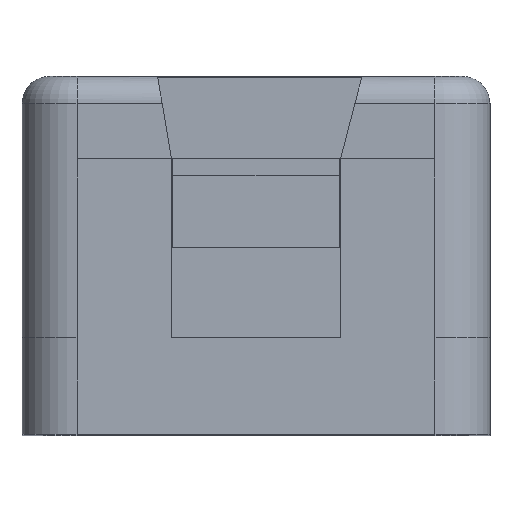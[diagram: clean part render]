
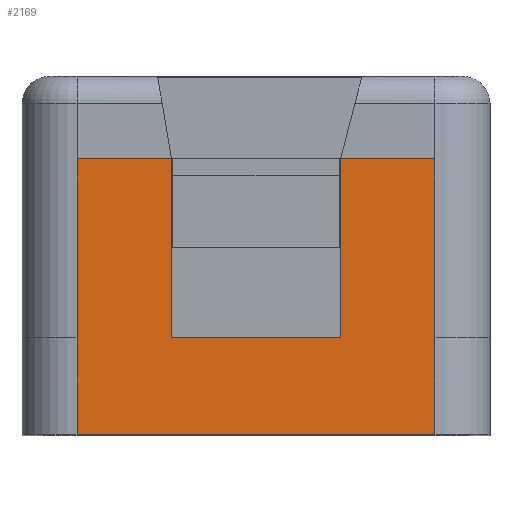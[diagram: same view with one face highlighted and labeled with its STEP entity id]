
A CAD part, top view. The second image highlights one B-rep face of the part: STEP entity #2169.
In plain terms, the highlighted planar face has unit normal (0, 0, 1).
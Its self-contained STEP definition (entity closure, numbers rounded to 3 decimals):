
#5 = ORIENTED_EDGE ( 'NONE', *, *, #3457, .F. ) ;
#85 = EDGE_CURVE ( 'NONE', #1529, #3765, #2648, .T. ) ;
#107 = LINE ( 'NONE', #3663, #813 ) ;
#119 = DIRECTION ( 'NONE',  ( 0., -1., 0. ) ) ;
#235 = CARTESIAN_POINT ( 'NONE',  ( -6.15, 1., 30. ) ) ;
#251 = VERTEX_POINT ( 'NONE', #2118 ) ;
#274 = ORIENTED_EDGE ( 'NONE', *, *, #2179, .F. ) ;
#296 = EDGE_CURVE ( 'NONE', #4200, #1529, #3546, .T. ) ;
#330 = VECTOR ( 'NONE', #3257, 1000. ) ;
#416 = DIRECTION ( 'NONE',  ( 0., 1., 0. ) ) ;
#420 = ORIENTED_EDGE ( 'NONE', *, *, #2068, .T. ) ;
#435 = CARTESIAN_POINT ( 'NONE',  ( 13., 7., 30. ) ) ;
#446 = CARTESIAN_POINT ( 'NONE',  ( -6.15, 20., 30. ) ) ;
#457 = LINE ( 'NONE', #3867, #1346 ) ;
#583 = DIRECTION ( 'NONE',  ( 0., 0., -1. ) ) ;
#665 = CARTESIAN_POINT ( 'NONE',  ( -6.15, 20., 30. ) ) ;
#813 = VECTOR ( 'NONE', #1883, 1000. ) ;
#820 = CARTESIAN_POINT ( 'NONE',  ( -13., 7., 30. ) ) ;
#975 = AXIS2_PLACEMENT_3D ( 'NONE', #2303, #583, #3041 ) ;
#1116 = VERTEX_POINT ( 'NONE', #665 ) ;
#1160 = VECTOR ( 'NONE', #1766, 1000. ) ;
#1267 = DIRECTION ( 'NONE',  ( 0., 1., 0. ) ) ;
#1278 = CARTESIAN_POINT ( 'NONE',  ( 13., 20., 30. ) ) ;
#1308 = VECTOR ( 'NONE', #119, 1000. ) ;
#1346 = VECTOR ( 'NONE', #1709, 1000. ) ;
#1433 = LINE ( 'NONE', #820, #1308 ) ;
#1529 = VERTEX_POINT ( 'NONE', #2856 ) ;
#1610 = DIRECTION ( 'NONE',  ( 1., 0., 0. ) ) ;
#1639 = VECTOR ( 'NONE', #416, 1000. ) ;
#1709 = DIRECTION ( 'NONE',  ( 0., 1., 0. ) ) ;
#1766 = DIRECTION ( 'NONE',  ( 0., 1., 0. ) ) ;
#1774 = ORIENTED_EDGE ( 'NONE', *, *, #3702, .T. ) ;
#1883 = DIRECTION ( 'NONE',  ( 1., 0., 0. ) ) ;
#1888 = ORIENTED_EDGE ( 'NONE', *, *, #2734, .T. ) ;
#1906 = ORIENTED_EDGE ( 'NONE', *, *, #85, .T. ) ;
#2008 = VERTEX_POINT ( 'NONE', #2940 ) ;
#2059 = DIRECTION ( 'NONE',  ( 1., 0., 0. ) ) ;
#2068 = EDGE_CURVE ( 'NONE', #2157, #4200, #107, .T. ) ;
#2098 = LINE ( 'NONE', #3743, #2214 ) ;
#2101 = ORIENTED_EDGE ( 'NONE', *, *, #3956, .F. ) ;
#2118 = CARTESIAN_POINT ( 'NONE',  ( 6.15, 20., 30. ) ) ;
#2137 = VECTOR ( 'NONE', #1267, 1000. ) ;
#2157 = VERTEX_POINT ( 'NONE', #3739 ) ;
#2169 = ADVANCED_FACE ( 'NONE', ( #4012 ), #2670, .F. ) ;
#2179 = EDGE_CURVE ( 'NONE', #3714, #2008, #2098, .T. ) ;
#2212 = CARTESIAN_POINT ( 'NONE',  ( -13., 7., 30. ) ) ;
#2214 = VECTOR ( 'NONE', #1610, 1000. ) ;
#2303 = CARTESIAN_POINT ( 'NONE',  ( -17., 7., 30. ) ) ;
#2344 = VECTOR ( 'NONE', #2059, 1000. ) ;
#2648 = LINE ( 'NONE', #3856, #2761 ) ;
#2670 = PLANE ( 'NONE',  #975 ) ;
#2709 = ORIENTED_EDGE ( 'NONE', *, *, #4156, .F. ) ;
#2734 = EDGE_CURVE ( 'NONE', #3200, #2157, #1433, .T. ) ;
#2761 = VECTOR ( 'NONE', #3909, 1000. ) ;
#2854 = CARTESIAN_POINT ( 'NONE',  ( -13., 1., 30. ) ) ;
#2856 = CARTESIAN_POINT ( 'NONE',  ( 13., 7., 30. ) ) ;
#2879 = VERTEX_POINT ( 'NONE', #3364 ) ;
#2940 = CARTESIAN_POINT ( 'NONE',  ( 6.15, 7., 30. ) ) ;
#2995 = EDGE_CURVE ( 'NONE', #3200, #2879, #3158, .T. ) ;
#3041 = DIRECTION ( 'NONE',  ( -1., 0., 0. ) ) ;
#3158 = LINE ( 'NONE', #2854, #1160 ) ;
#3200 = VERTEX_POINT ( 'NONE', #2212 ) ;
#3257 = DIRECTION ( 'NONE',  ( 1., 0., 0. ) ) ;
#3276 = LINE ( 'NONE', #446, #330 ) ;
#3320 = LINE ( 'NONE', #3851, #2344 ) ;
#3324 = LINE ( 'NONE', #235, #2137 ) ;
#3364 = CARTESIAN_POINT ( 'NONE',  ( -13., 20., 30. ) ) ;
#3432 = ORIENTED_EDGE ( 'NONE', *, *, #2995, .F. ) ;
#3457 = EDGE_CURVE ( 'NONE', #2879, #1116, #3276, .T. ) ;
#3509 = CARTESIAN_POINT ( 'NONE',  ( 13., 0., 30. ) ) ;
#3546 = LINE ( 'NONE', #435, #1639 ) ;
#3663 = CARTESIAN_POINT ( 'NONE',  ( -17., 0., 30. ) ) ;
#3702 = EDGE_CURVE ( 'NONE', #3714, #1116, #3324, .T. ) ;
#3714 = VERTEX_POINT ( 'NONE', #4431 ) ;
#3739 = CARTESIAN_POINT ( 'NONE',  ( -13., 0., 30. ) ) ;
#3743 = CARTESIAN_POINT ( 'NONE',  ( -17., 7., 30. ) ) ;
#3765 = VERTEX_POINT ( 'NONE', #1278 ) ;
#3851 = CARTESIAN_POINT ( 'NONE',  ( 6.15, 20., 30. ) ) ;
#3856 = CARTESIAN_POINT ( 'NONE',  ( 13., 1., 30. ) ) ;
#3867 = CARTESIAN_POINT ( 'NONE',  ( 6.15, 1., 30. ) ) ;
#3909 = DIRECTION ( 'NONE',  ( 0., 1., 0. ) ) ;
#3956 = EDGE_CURVE ( 'NONE', #2008, #251, #457, .T. ) ;
#4009 = ORIENTED_EDGE ( 'NONE', *, *, #296, .T. ) ;
#4012 = FACE_OUTER_BOUND ( 'NONE', #4140, .T. ) ;
#4140 = EDGE_LOOP ( 'NONE', ( #4009, #1906, #2709, #2101, #274, #1774, #5, #3432, #1888, #420 ) ) ;
#4156 = EDGE_CURVE ( 'NONE', #251, #3765, #3320, .T. ) ;
#4200 = VERTEX_POINT ( 'NONE', #3509 ) ;
#4431 = CARTESIAN_POINT ( 'NONE',  ( -6.15, 7., 30. ) ) ;
